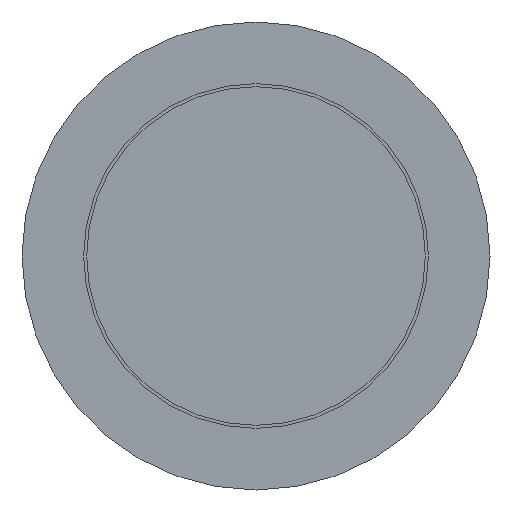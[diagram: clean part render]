
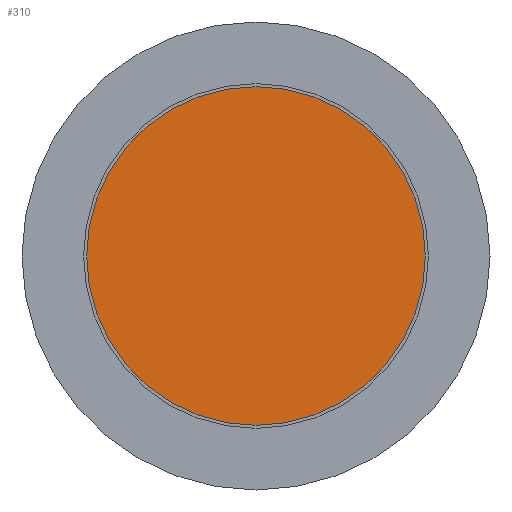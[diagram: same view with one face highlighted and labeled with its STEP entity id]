
A CAD part, front view. The second image highlights one B-rep face of the part: STEP entity #310.
In plain terms, the highlighted planar face has unit normal (0, -1, 0).
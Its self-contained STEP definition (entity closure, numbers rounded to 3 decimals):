
#4 = FACE_OUTER_BOUND ( 'NONE', #122, .T. ) ;
#83 = PLANE ( 'NONE',  #402 ) ;
#122 = EDGE_LOOP ( 'NONE', ( #258 ) ) ;
#258 = ORIENTED_EDGE ( 'NONE', *, *, #382, .T. ) ;
#274 = CARTESIAN_POINT ( 'NONE',  ( 0., 0., -13.75 ) ) ;
#283 = AXIS2_PLACEMENT_3D ( 'NONE', #426, #338, #428 ) ;
#310 = ADVANCED_FACE ( 'NONE', ( #4 ), #83, .F. ) ;
#336 = DIRECTION ( 'NONE',  ( 0., 0., 1. ) ) ;
#338 = DIRECTION ( 'NONE',  ( 0., -1., 0. ) ) ;
#382 = EDGE_CURVE ( 'NONE', #490, #490, #525, .T. ) ;
#402 = AXIS2_PLACEMENT_3D ( 'NONE', #498, #470, #336 ) ;
#426 = CARTESIAN_POINT ( 'NONE',  ( 0., 0., 0. ) ) ;
#428 = DIRECTION ( 'NONE',  ( 0., 0., -1. ) ) ;
#470 = DIRECTION ( 'NONE',  ( 0., 1., 0. ) ) ;
#490 = VERTEX_POINT ( 'NONE', #274 ) ;
#498 = CARTESIAN_POINT ( 'NONE',  ( -13.75, 0., 0. ) ) ;
#525 = CIRCLE ( 'NONE', #283, 13.75 ) ;
